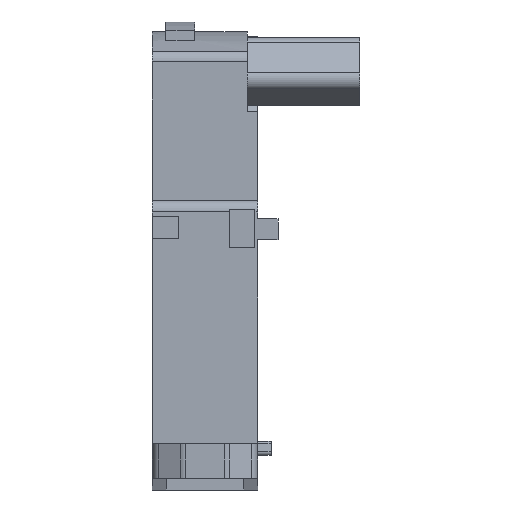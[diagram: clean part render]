
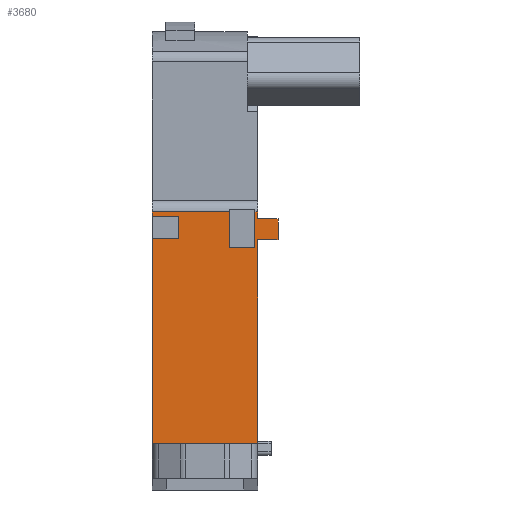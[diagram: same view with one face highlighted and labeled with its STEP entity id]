
A CAD part, front view. The second image highlights one B-rep face of the part: STEP entity #3680.
In plain terms, the highlighted planar face has unit normal (0, -1, 0).
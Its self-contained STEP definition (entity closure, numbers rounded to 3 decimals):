
#40 = VERTEX_POINT ( 'NONE', #3646 ) ;
#63 = DIRECTION ( 'NONE',  ( 1., 0., 0. ) ) ;
#77 = CARTESIAN_POINT ( 'NONE',  ( -9.1, -43.65, 0. ) ) ;
#131 = CARTESIAN_POINT ( 'NONE',  ( -9.1, -43.65, 0. ) ) ;
#184 = LINE ( 'NONE', #3130, #1151 ) ;
#195 = VECTOR ( 'NONE', #2892, 1000. ) ;
#208 = ORIENTED_EDGE ( 'NONE', *, *, #1782, .F. ) ;
#214 = ORIENTED_EDGE ( 'NONE', *, *, #334, .T. ) ;
#235 = CARTESIAN_POINT ( 'NONE',  ( 8.6, -43.65, 46.8 ) ) ;
#297 = DIRECTION ( 'NONE',  ( 1., 0., 0. ) ) ;
#316 = VERTEX_POINT ( 'NONE', #2711 ) ;
#318 = CARTESIAN_POINT ( 'NONE',  ( 9.1, -43.65, 46.8 ) ) ;
#322 = CARTESIAN_POINT ( 'NONE',  ( 8.6, -43.65, 43.2 ) ) ;
#334 = EDGE_CURVE ( 'NONE', #4305, #4402, #184, .T. ) ;
#339 = DIRECTION ( 'NONE',  ( 0., 0., -1. ) ) ;
#379 = VERTEX_POINT ( 'NONE', #4674 ) ;
#427 = VECTOR ( 'NONE', #2964, 1000. ) ;
#428 = CARTESIAN_POINT ( 'NONE',  ( 12.6, -43.65, 46.8 ) ) ;
#484 = EDGE_LOOP ( 'NONE', ( #4309, #214, #4292, #3697, #526, #4617, #2622, #4607, #2257, #1397, #4467, #208, #3104, #3164, #3816, #1361 ) ) ;
#526 = ORIENTED_EDGE ( 'NONE', *, *, #2012, .F. ) ;
#557 = CARTESIAN_POINT ( 'NONE',  ( 9.1, -43.65, 43.2 ) ) ;
#815 = VECTOR ( 'NONE', #2785, 1000. ) ;
#934 = DIRECTION ( 'NONE',  ( -1., 0., 0. ) ) ;
#970 = PLANE ( 'NONE',  #3664 ) ;
#1007 = CARTESIAN_POINT ( 'NONE',  ( 8.6, -43.65, 48.4 ) ) ;
#1008 = EDGE_CURVE ( 'NONE', #3233, #1877, #3285, .T. ) ;
#1030 = VERTEX_POINT ( 'NONE', #1461 ) ;
#1035 = LINE ( 'NONE', #2443, #3744 ) ;
#1063 = EDGE_CURVE ( 'NONE', #3533, #316, #2993, .T. ) ;
#1081 = CARTESIAN_POINT ( 'NONE',  ( 9.1, -43.65, 0. ) ) ;
#1083 = LINE ( 'NONE', #3303, #4222 ) ;
#1151 = VECTOR ( 'NONE', #934, 1000. ) ;
#1187 = DIRECTION ( 'NONE',  ( 0., 0., -1. ) ) ;
#1228 = VERTEX_POINT ( 'NONE', #2770 ) ;
#1337 = LINE ( 'NONE', #2032, #2121 ) ;
#1361 = ORIENTED_EDGE ( 'NONE', *, *, #3781, .F. ) ;
#1388 = DIRECTION ( 'NONE',  ( 0., 0., -1. ) ) ;
#1397 = ORIENTED_EDGE ( 'NONE', *, *, #2169, .T. ) ;
#1415 = DIRECTION ( 'NONE',  ( -1., 0., 0. ) ) ;
#1420 = VERTEX_POINT ( 'NONE', #4777 ) ;
#1436 = CARTESIAN_POINT ( 'NONE',  ( -4.6, -43.65, 47.2 ) ) ;
#1461 = CARTESIAN_POINT ( 'NONE',  ( 4.2, -43.65, 41.8 ) ) ;
#1555 = EDGE_CURVE ( 'NONE', #4402, #1563, #1629, .T. ) ;
#1563 = VERTEX_POINT ( 'NONE', #3806 ) ;
#1629 = LINE ( 'NONE', #77, #4262 ) ;
#1669 = VECTOR ( 'NONE', #339, 1000. ) ;
#1764 = EDGE_CURVE ( 'NONE', #1228, #40, #3231, .T. ) ;
#1771 = CARTESIAN_POINT ( 'NONE',  ( 9.1, -43.65, 48. ) ) ;
#1782 = EDGE_CURVE ( 'NONE', #1030, #1228, #3331, .T. ) ;
#1790 = LINE ( 'NONE', #1081, #1669 ) ;
#1877 = VERTEX_POINT ( 'NONE', #557 ) ;
#1887 = DIRECTION ( 'NONE',  ( -1., 0., 0. ) ) ;
#1994 = CARTESIAN_POINT ( 'NONE',  ( 9.1, -43.65, 0. ) ) ;
#2012 = EDGE_CURVE ( 'NONE', #1877, #379, #3502, .T. ) ;
#2032 = CARTESIAN_POINT ( 'NONE',  ( 12.6, -43.65, 46.8 ) ) ;
#2043 = CARTESIAN_POINT ( 'NONE',  ( 12.6, -43.65, 43.2 ) ) ;
#2114 = VECTOR ( 'NONE', #2857, 1000. ) ;
#2121 = VECTOR ( 'NONE', #1388, 1000. ) ;
#2158 = LINE ( 'NONE', #2944, #2965 ) ;
#2169 = EDGE_CURVE ( 'NONE', #1420, #40, #2579, .T. ) ;
#2192 = VECTOR ( 'NONE', #2754, 1000. ) ;
#2201 = LINE ( 'NONE', #1436, #195 ) ;
#2252 = EDGE_CURVE ( 'NONE', #4305, #3872, #2201, .T. ) ;
#2257 = ORIENTED_EDGE ( 'NONE', *, *, #2653, .F. ) ;
#2443 = CARTESIAN_POINT ( 'NONE',  ( -9.1, -43.65, 8. ) ) ;
#2453 = VECTOR ( 'NONE', #1187, 1000. ) ;
#2499 = VECTOR ( 'NONE', #63, 1000. ) ;
#2517 = EDGE_CURVE ( 'NONE', #4026, #3233, #1337, .T. ) ;
#2524 = EDGE_CURVE ( 'NONE', #4196, #3533, #2864, .T. ) ;
#2579 = LINE ( 'NONE', #3353, #427 ) ;
#2622 = ORIENTED_EDGE ( 'NONE', *, *, #2517, .F. ) ;
#2634 = VERTEX_POINT ( 'NONE', #318 ) ;
#2650 = VECTOR ( 'NONE', #3500, 1000. ) ;
#2653 = EDGE_CURVE ( 'NONE', #1420, #2634, #1790, .T. ) ;
#2711 = CARTESIAN_POINT ( 'NONE',  ( -9.1, -43.65, 47.2 ) ) ;
#2754 = DIRECTION ( 'NONE',  ( 0., 0., -1. ) ) ;
#2761 = LINE ( 'NONE', #235, #815 ) ;
#2770 = CARTESIAN_POINT ( 'NONE',  ( 8.6, -43.65, 41.8 ) ) ;
#2785 = DIRECTION ( 'NONE',  ( -1., 0., 0. ) ) ;
#2831 = VECTOR ( 'NONE', #1415, 1000. ) ;
#2857 = DIRECTION ( 'NONE',  ( 0., 0., 1. ) ) ;
#2864 = LINE ( 'NONE', #1771, #2650 ) ;
#2892 = DIRECTION ( 'NONE',  ( 0., 0., 1. ) ) ;
#2944 = CARTESIAN_POINT ( 'NONE',  ( 4.2, -43.65, 48.4 ) ) ;
#2964 = DIRECTION ( 'NONE',  ( -1., 0., 0. ) ) ;
#2965 = VECTOR ( 'NONE', #3585, 1000. ) ;
#2993 = LINE ( 'NONE', #131, #2453 ) ;
#3104 = ORIENTED_EDGE ( 'NONE', *, *, #3438, .F. ) ;
#3130 = CARTESIAN_POINT ( 'NONE',  ( -4.6, -43.65, 43.4 ) ) ;
#3164 = ORIENTED_EDGE ( 'NONE', *, *, #2524, .T. ) ;
#3231 = LINE ( 'NONE', #1007, #2114 ) ;
#3233 = VERTEX_POINT ( 'NONE', #2043 ) ;
#3240 = DIRECTION ( 'NONE',  ( 0., 1., 0. ) ) ;
#3285 = LINE ( 'NONE', #322, #2831 ) ;
#3297 = CARTESIAN_POINT ( 'NONE',  ( 4.2, -43.65, 48. ) ) ;
#3303 = CARTESIAN_POINT ( 'NONE',  ( -4.6, -43.65, 47.2 ) ) ;
#3307 = EDGE_CURVE ( 'NONE', #4026, #2634, #2761, .T. ) ;
#3331 = LINE ( 'NONE', #3716, #2499 ) ;
#3353 = CARTESIAN_POINT ( 'NONE',  ( 9.1, -43.65, 48. ) ) ;
#3438 = EDGE_CURVE ( 'NONE', #4196, #1030, #2158, .T. ) ;
#3500 = DIRECTION ( 'NONE',  ( -1., 0., 0. ) ) ;
#3502 = LINE ( 'NONE', #4602, #2192 ) ;
#3533 = VERTEX_POINT ( 'NONE', #4145 ) ;
#3585 = DIRECTION ( 'NONE',  ( 0., 0., -1. ) ) ;
#3646 = CARTESIAN_POINT ( 'NONE',  ( 8.6, -43.65, 48. ) ) ;
#3664 = AXIS2_PLACEMENT_3D ( 'NONE', #1994, #3240, #4310 ) ;
#3680 = ADVANCED_FACE ( 'NONE', ( #4195 ), #970, .F. ) ;
#3688 = EDGE_CURVE ( 'NONE', #1563, #379, #1035, .T. ) ;
#3697 = ORIENTED_EDGE ( 'NONE', *, *, #3688, .T. ) ;
#3716 = CARTESIAN_POINT ( 'NONE',  ( 4.2, -43.65, 41.8 ) ) ;
#3744 = VECTOR ( 'NONE', #297, 1000. ) ;
#3778 = CARTESIAN_POINT ( 'NONE',  ( -4.6, -43.65, 43.4 ) ) ;
#3781 = EDGE_CURVE ( 'NONE', #3872, #316, #1083, .T. ) ;
#3806 = CARTESIAN_POINT ( 'NONE',  ( -9.1, -43.65, 8. ) ) ;
#3816 = ORIENTED_EDGE ( 'NONE', *, *, #1063, .T. ) ;
#3872 = VERTEX_POINT ( 'NONE', #4568 ) ;
#4026 = VERTEX_POINT ( 'NONE', #428 ) ;
#4145 = CARTESIAN_POINT ( 'NONE',  ( -9.1, -43.65, 48. ) ) ;
#4195 = FACE_OUTER_BOUND ( 'NONE', #484, .T. ) ;
#4196 = VERTEX_POINT ( 'NONE', #3297 ) ;
#4222 = VECTOR ( 'NONE', #1887, 1000. ) ;
#4262 = VECTOR ( 'NONE', #4462, 1000. ) ;
#4292 = ORIENTED_EDGE ( 'NONE', *, *, #1555, .T. ) ;
#4293 = CARTESIAN_POINT ( 'NONE',  ( -9.1, -43.65, 43.4 ) ) ;
#4305 = VERTEX_POINT ( 'NONE', #3778 ) ;
#4309 = ORIENTED_EDGE ( 'NONE', *, *, #2252, .F. ) ;
#4310 = DIRECTION ( 'NONE',  ( 0., 0., 1. ) ) ;
#4402 = VERTEX_POINT ( 'NONE', #4293 ) ;
#4462 = DIRECTION ( 'NONE',  ( 0., 0., -1. ) ) ;
#4467 = ORIENTED_EDGE ( 'NONE', *, *, #1764, .F. ) ;
#4568 = CARTESIAN_POINT ( 'NONE',  ( -4.6, -43.65, 47.2 ) ) ;
#4602 = CARTESIAN_POINT ( 'NONE',  ( 9.1, -43.65, 0. ) ) ;
#4607 = ORIENTED_EDGE ( 'NONE', *, *, #3307, .T. ) ;
#4617 = ORIENTED_EDGE ( 'NONE', *, *, #1008, .F. ) ;
#4674 = CARTESIAN_POINT ( 'NONE',  ( 9.1, -43.65, 8. ) ) ;
#4777 = CARTESIAN_POINT ( 'NONE',  ( 9.1, -43.65, 48. ) ) ;
